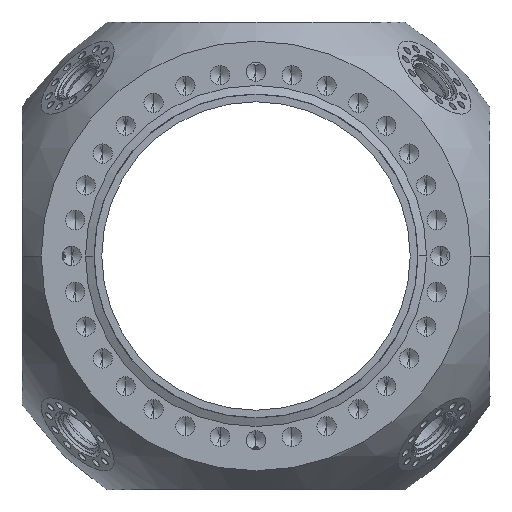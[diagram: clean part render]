
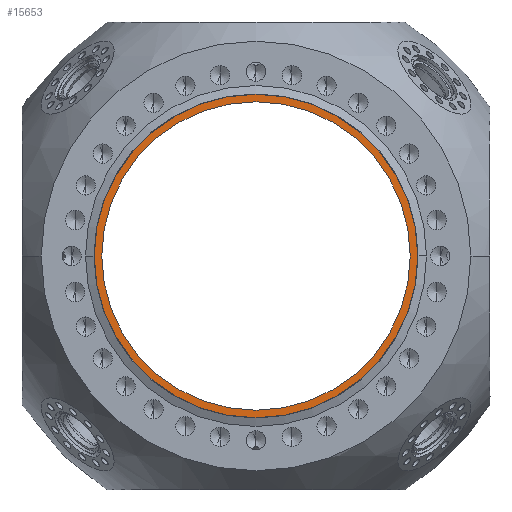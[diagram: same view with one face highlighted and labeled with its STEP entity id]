
A CAD part, front view. The second image highlights one B-rep face of the part: STEP entity #15653.
In plain terms, the highlighted planar face has unit normal (0, -1, 0).
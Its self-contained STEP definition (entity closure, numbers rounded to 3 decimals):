
#1527 = PLANE ( 'NONE',  #4610 ) ;
#2575 = EDGE_LOOP ( 'NONE', ( #20410, #31603 ) ) ;
#4078 = VERTEX_POINT ( 'NONE', #21375 ) ;
#4244 = DIRECTION ( 'NONE',  ( -1., 0., 0. ) ) ;
#4590 = CARTESIAN_POINT ( 'NONE',  ( -57.163, -60.5, 0. ) ) ;
#4610 = AXIS2_PLACEMENT_3D ( 'NONE', #23134, #23337, #7994 ) ;
#4795 = EDGE_CURVE ( 'NONE', #4078, #27247, #15440, .T. ) ;
#6524 = CARTESIAN_POINT ( 'NONE',  ( 0., -60.5, 0. ) ) ;
#6583 = CARTESIAN_POINT ( 'NONE',  ( 0., -60.5, 54.5 ) ) ;
#7062 = AXIS2_PLACEMENT_3D ( 'NONE', #6524, #21475, #12383 ) ;
#7133 = CARTESIAN_POINT ( 'NONE',  ( 0., -60.5, 0. ) ) ;
#7994 = DIRECTION ( 'NONE',  ( -1., 0., 0. ) ) ;
#10167 = CARTESIAN_POINT ( 'NONE',  ( 0., -60.5, -54.5 ) ) ;
#10415 = CIRCLE ( 'NONE', #37797, 54.5 ) ;
#10577 = CARTESIAN_POINT ( 'NONE',  ( 0., -60.5, 0. ) ) ;
#12383 = DIRECTION ( 'NONE',  ( -1., 0., 0. ) ) ;
#15440 = CIRCLE ( 'NONE', #25378, 57.163 ) ;
#15653 = ADVANCED_FACE ( 'NONE', ( #27623, #25113 ), #1527, .F. ) ;
#17390 = EDGE_LOOP ( 'NONE', ( #35243, #36514 ) ) ;
#18749 = VERTEX_POINT ( 'NONE', #10167 ) ;
#19221 = DIRECTION ( 'NONE',  ( 0., 1., 0. ) ) ;
#19661 = DIRECTION ( 'NONE',  ( -1., 0., 0. ) ) ;
#20410 = ORIENTED_EDGE ( 'NONE', *, *, #4795, .F. ) ;
#20724 = CIRCLE ( 'NONE', #7062, 57.163 ) ;
#21375 = CARTESIAN_POINT ( 'NONE',  ( 57.163, -60.5, 0. ) ) ;
#21475 = DIRECTION ( 'NONE',  ( 0., 1., 0. ) ) ;
#22136 = CARTESIAN_POINT ( 'NONE',  ( 0., -60.5, 0. ) ) ;
#23134 = CARTESIAN_POINT ( 'NONE',  ( -57.163, -60.5, 0. ) ) ;
#23331 = EDGE_CURVE ( 'NONE', #27247, #4078, #20724, .T. ) ;
#23337 = DIRECTION ( 'NONE',  ( 0., 1., 0. ) ) ;
#25113 = FACE_OUTER_BOUND ( 'NONE', #2575, .T. ) ;
#25378 = AXIS2_PLACEMENT_3D ( 'NONE', #7133, #30906, #37347 ) ;
#25703 = EDGE_CURVE ( 'NONE', #18749, #28030, #29016, .T. ) ;
#27247 = VERTEX_POINT ( 'NONE', #4590 ) ;
#27623 = FACE_BOUND ( 'NONE', #17390, .T. ) ;
#28030 = VERTEX_POINT ( 'NONE', #6583 ) ;
#29016 = CIRCLE ( 'NONE', #32780, 54.5 ) ;
#29088 = EDGE_CURVE ( 'NONE', #28030, #18749, #10415, .T. ) ;
#30906 = DIRECTION ( 'NONE',  ( 0., 1., 0. ) ) ;
#31603 = ORIENTED_EDGE ( 'NONE', *, *, #23331, .F. ) ;
#32780 = AXIS2_PLACEMENT_3D ( 'NONE', #22136, #19221, #4244 ) ;
#34913 = DIRECTION ( 'NONE',  ( 0., 1., 0. ) ) ;
#35243 = ORIENTED_EDGE ( 'NONE', *, *, #25703, .T. ) ;
#36514 = ORIENTED_EDGE ( 'NONE', *, *, #29088, .T. ) ;
#37347 = DIRECTION ( 'NONE',  ( -1., 0., 0. ) ) ;
#37797 = AXIS2_PLACEMENT_3D ( 'NONE', #10577, #34913, #19661 ) ;
